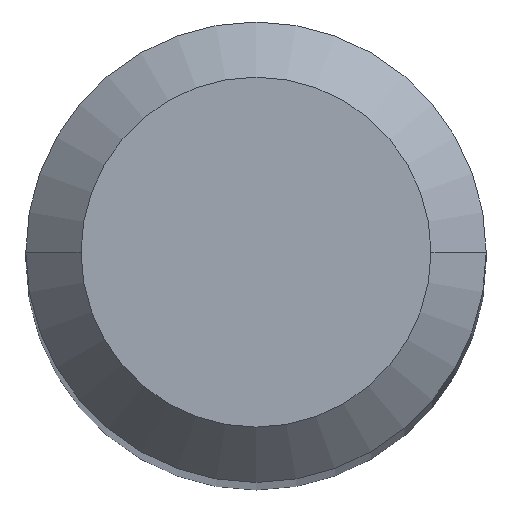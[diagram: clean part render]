
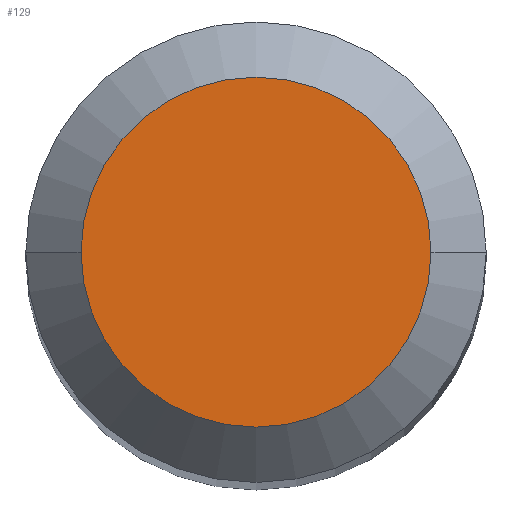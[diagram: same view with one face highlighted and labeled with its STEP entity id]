
A CAD part, top view. The second image highlights one B-rep face of the part: STEP entity #129.
In plain terms, the highlighted planar face has unit normal (0, 0, 1).
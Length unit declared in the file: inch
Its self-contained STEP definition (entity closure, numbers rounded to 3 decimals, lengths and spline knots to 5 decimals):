
#7 = EDGE_CURVE ( 'NONE', #48, #261, #52, .T. ) ;
#25 = DIRECTION ( 'NONE',  ( 1., 0., 0. ) ) ;
#29 = CARTESIAN_POINT ( 'NONE',  ( 0., 0., 1.5 ) ) ;
#35 = ORIENTED_EDGE ( 'NONE', *, *, #7, .T. ) ;
#48 = VERTEX_POINT ( 'NONE', #294 ) ;
#52 = CIRCLE ( 'NONE', #159, 0.0475 ) ;
#103 = FACE_OUTER_BOUND ( 'NONE', #216, .T. ) ;
#104 = PLANE ( 'NONE',  #170 ) ;
#111 = AXIS2_PLACEMENT_3D ( 'NONE', #252, #138, #25 ) ;
#129 = ADVANCED_FACE ( 'NONE', ( #103 ), #104, .T. ) ;
#135 = CARTESIAN_POINT ( 'NONE',  ( -0.0475, 0., 1.5 ) ) ;
#138 = DIRECTION ( 'NONE',  ( 0., 0., 1. ) ) ;
#159 = AXIS2_PLACEMENT_3D ( 'NONE', #29, #232, #212 ) ;
#170 = AXIS2_PLACEMENT_3D ( 'NONE', #266, #203, #202 ) ;
#173 = ORIENTED_EDGE ( 'NONE', *, *, #260, .T. ) ;
#202 = DIRECTION ( 'NONE',  ( 1., 0., 0. ) ) ;
#203 = DIRECTION ( 'NONE',  ( 0., 0., 1. ) ) ;
#212 = DIRECTION ( 'NONE',  ( 1., 0., 0. ) ) ;
#216 = EDGE_LOOP ( 'NONE', ( #173, #35 ) ) ;
#217 = CIRCLE ( 'NONE', #111, 0.0475 ) ;
#232 = DIRECTION ( 'NONE',  ( 0., 0., 1. ) ) ;
#252 = CARTESIAN_POINT ( 'NONE',  ( 0., 0., 1.5 ) ) ;
#260 = EDGE_CURVE ( 'NONE', #261, #48, #217, .T. ) ;
#261 = VERTEX_POINT ( 'NONE', #135 ) ;
#266 = CARTESIAN_POINT ( 'NONE',  ( 0., 0., 1.5 ) ) ;
#294 = CARTESIAN_POINT ( 'NONE',  ( 0.0475, 0., 1.5 ) ) ;
